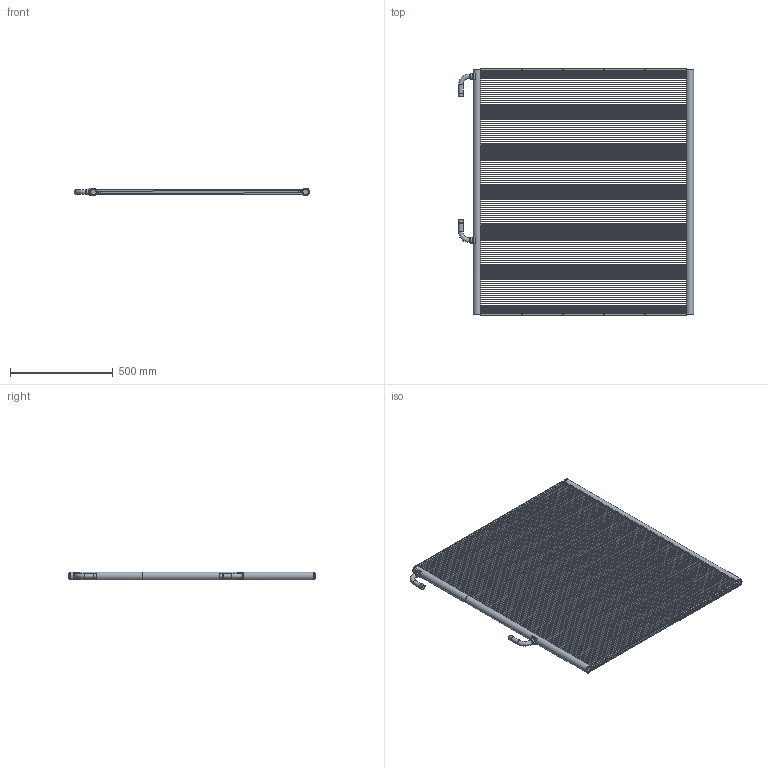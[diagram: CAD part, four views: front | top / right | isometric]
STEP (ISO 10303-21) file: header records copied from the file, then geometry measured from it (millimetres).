
FILE_DESCRIPTION(('TFLEX Exchange Step'),'2;1');
FILE_NAME('RC-1800.stp', '2023-04-05T11:32:25+03:00',('EXT0102'),('Unknown organisation'),'TFLEX Exchange 2022.1','T-FLEX CAD','Unknown authorisation');
FILE_SCHEMA( ('AUTOMOTIVE_DESIGN { 1 0 10303 214 1 1 1 1 }') );
Length unit declared in the file: millimetre
Products named in the file (1): Nodes
Bounding box: 1147.1 x 1208 x 38.57 mm (x, y, z)
Volume: 6897652.3 mm3; surface area: 7200280.7 mm2
Topology: 1 solids, 2 shells, 2403 faces, 6851 edges, 4592 vertices
Faces by surface type: cylinder 1373, plane 1020, torus 8, cone 2
Full cylindrical faces by diameter (mm): 3.2 x16, 17 x2, 20 x2, 20.7 x2, 21 x4, 22.2 x6, 24.2 x2, 28 x6, 33 x3, 38 x2
Entity records: 177430 total; most frequent: CARTESIAN_POINT 115520, ORIENTED_EDGE 13702, DIRECTION 12119, EDGE_CURVE 6851, AXIS2_PLACEMENT_3D 4786, VERTEX_POINT 4592, EDGE_LOOP 2813, FACE_BOUND 2813
